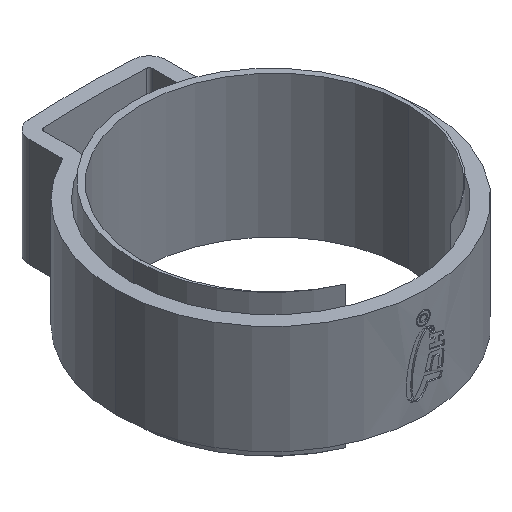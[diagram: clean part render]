
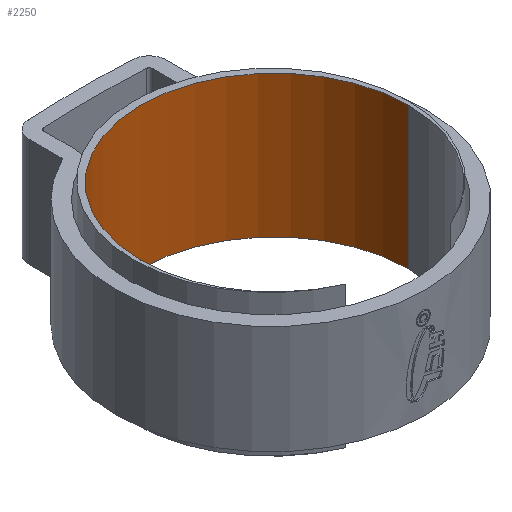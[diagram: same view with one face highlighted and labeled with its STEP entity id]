
A CAD part, isometric view. The second image highlights one B-rep face of the part: STEP entity #2250.
In plain terms, the highlighted cylindrical face has radius 9.26 mm (diameter 18.52 mm), a partial arc.
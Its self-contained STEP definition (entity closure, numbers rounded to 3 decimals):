
#71 = CARTESIAN_POINT ( 'NONE',  ( -9.26, -0.26, 4.9 ) ) ;
#98 = CARTESIAN_POINT ( 'NONE',  ( 9.26, -0.26, 4.9 ) ) ;
#127 = CIRCLE ( 'NONE', #4544, 9.26 ) ;
#139 = DIRECTION ( 'NONE',  ( 0., 0., -1. ) ) ;
#251 = ORIENTED_EDGE ( 'NONE', *, *, #5252, .T. ) ;
#295 = LINE ( 'NONE', #2447, #4513 ) ;
#386 = EDGE_CURVE ( 'NONE', #3337, #5455, #295, .T. ) ;
#450 = CARTESIAN_POINT ( 'NONE',  ( 0., -0.26, 4.9 ) ) ;
#570 = ORIENTED_EDGE ( 'NONE', *, *, #386, .T. ) ;
#716 = CARTESIAN_POINT ( 'NONE',  ( 9.26, -0.26, -4.9 ) ) ;
#959 = EDGE_CURVE ( 'NONE', #3337, #1795, #1974, .T. ) ;
#997 = VECTOR ( 'NONE', #5169, 1000. ) ;
#1320 = FACE_OUTER_BOUND ( 'NONE', #2281, .T. ) ;
#1353 = ORIENTED_EDGE ( 'NONE', *, *, #1868, .F. ) ;
#1795 = VERTEX_POINT ( 'NONE', #4539 ) ;
#1868 = EDGE_CURVE ( 'NONE', #1795, #2003, #3818, .T. ) ;
#1974 = CIRCLE ( 'NONE', #5294, 9.26 ) ;
#2003 = VERTEX_POINT ( 'NONE', #716 ) ;
#2250 = ADVANCED_FACE ( 'NONE', ( #1320 ), #2904, .F. ) ;
#2281 = EDGE_LOOP ( 'NONE', ( #1353, #4093, #570, #251 ) ) ;
#2447 = CARTESIAN_POINT ( 'NONE',  ( -9.26, -0.26, 4.9 ) ) ;
#2485 = DIRECTION ( 'NONE',  ( -1., 0., 0. ) ) ;
#2694 = CARTESIAN_POINT ( 'NONE',  ( 0., -0.26, -4.9 ) ) ;
#2904 = CYLINDRICAL_SURFACE ( 'NONE', #3204, 9.26 ) ;
#2928 = DIRECTION ( 'NONE',  ( 0., 0., -1. ) ) ;
#3136 = CARTESIAN_POINT ( 'NONE',  ( 0., -0.26, 4.9 ) ) ;
#3204 = AXIS2_PLACEMENT_3D ( 'NONE', #450, #2928, #2485 ) ;
#3210 = DIRECTION ( 'NONE',  ( 0., 0., -1. ) ) ;
#3337 = VERTEX_POINT ( 'NONE', #71 ) ;
#3510 = DIRECTION ( 'NONE',  ( 0., 0., -1. ) ) ;
#3818 = LINE ( 'NONE', #98, #997 ) ;
#4093 = ORIENTED_EDGE ( 'NONE', *, *, #959, .F. ) ;
#4112 = CARTESIAN_POINT ( 'NONE',  ( -9.26, -0.26, -4.9 ) ) ;
#4365 = DIRECTION ( 'NONE',  ( 1., 0., 0. ) ) ;
#4513 = VECTOR ( 'NONE', #3210, 1000. ) ;
#4539 = CARTESIAN_POINT ( 'NONE',  ( 9.26, -0.26, 4.9 ) ) ;
#4544 = AXIS2_PLACEMENT_3D ( 'NONE', #2694, #3510, #4365 ) ;
#4801 = DIRECTION ( 'NONE',  ( 1., 0., 0. ) ) ;
#5169 = DIRECTION ( 'NONE',  ( 0., 0., -1. ) ) ;
#5252 = EDGE_CURVE ( 'NONE', #5455, #2003, #127, .T. ) ;
#5294 = AXIS2_PLACEMENT_3D ( 'NONE', #3136, #139, #4801 ) ;
#5455 = VERTEX_POINT ( 'NONE', #4112 ) ;
